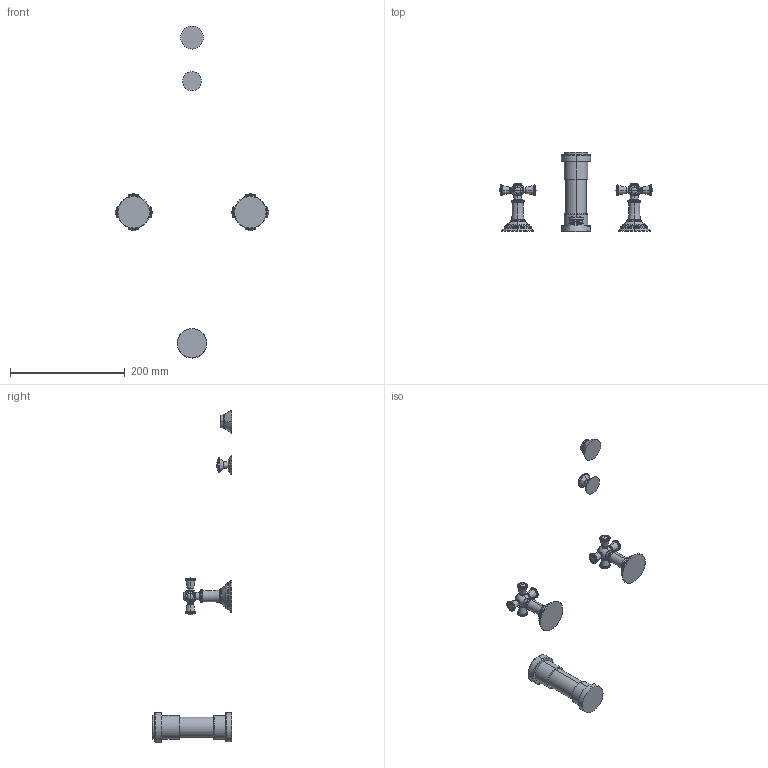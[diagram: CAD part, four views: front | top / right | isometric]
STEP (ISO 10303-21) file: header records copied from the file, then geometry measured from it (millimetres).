
FILE_DESCRIPTION((''),'2;1');
FILE_NAME('2409','2021-01-29T10:12:03',('jinson.thomas'),(''),'CREO PARAMETRIC BY PTC INC, 2018400','CREO PARAMETRIC BY PTC INC, 2018400','');
FILE_SCHEMA(('CONFIG_CONTROL_DESIGN'));
Length unit declared in the file: inch
Products named in the file (1): 2409
Bounding box: 267.41 x 138.3 x 579.07 mm (x, y, z)
Volume: 319393 mm3; surface area: 61780 mm2
Topology: 5 solids, 5 shells, 383 faces, 822 edges, 461 vertices
Faces by surface type: torus 174, cylinder 82, plane 61, bspline 26, sphere 26, cone 14
Entity records: 10636 total; most frequent: DIRECTION 2154, CARTESIAN_POINT 2034, ORIENTED_EDGE 1600, AXIS2_PLACEMENT_3D 997, EDGE_CURVE 800, CIRCLE 640, VERTEX_POINT 461, EDGE_LOOP 417
